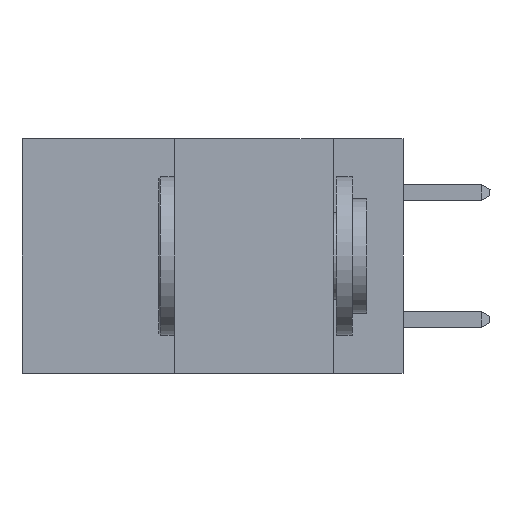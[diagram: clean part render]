
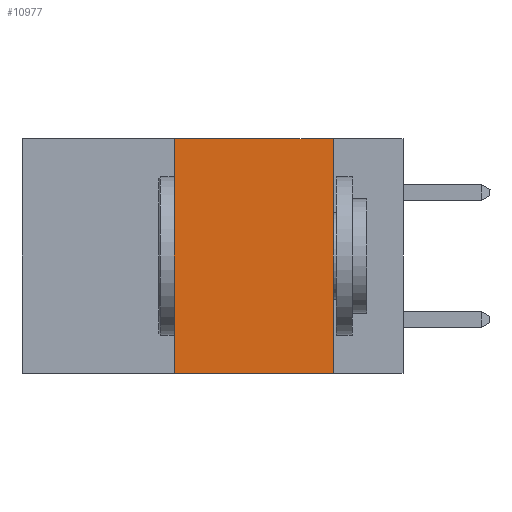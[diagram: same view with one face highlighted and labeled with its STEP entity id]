
A CAD part, left-side view. The second image highlights one B-rep face of the part: STEP entity #10977.
In plain terms, the highlighted planar face has unit normal (-1, 0, 0).
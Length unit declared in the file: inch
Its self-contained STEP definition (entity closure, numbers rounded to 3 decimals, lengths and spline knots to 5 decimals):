
#541 = AXIS2_PLACEMENT_3D ( 'NONE', #14667, #9284, #2738 ) ;
#1476 = EDGE_CURVE ( 'NONE', #17320, #13483, #4330, .T. ) ;
#1787 = CARTESIAN_POINT ( 'NONE',  ( 0., 0.36, 0. ) ) ;
#2738 = DIRECTION ( 'NONE',  ( 0., 0., -1. ) ) ;
#2852 = CARTESIAN_POINT ( 'NONE',  ( 0., 0.36, -0.37 ) ) ;
#3269 = CARTESIAN_POINT ( 'NONE',  ( 0., 0.11, 0. ) ) ;
#4160 = CARTESIAN_POINT ( 'NONE',  ( 0., 0.6, 0. ) ) ;
#4216 = ORIENTED_EDGE ( 'NONE', *, *, #14136, .F. ) ;
#4330 = LINE ( 'NONE', #4160, #13215 ) ;
#5194 = PLANE ( 'NONE',  #541 ) ;
#5417 = VECTOR ( 'NONE', #11798, 39.37008 ) ;
#5443 = DIRECTION ( 'NONE',  ( 0., -1., 0. ) ) ;
#5731 = CARTESIAN_POINT ( 'NONE',  ( 0., 0.11, -0.37 ) ) ;
#6754 = LINE ( 'NONE', #13491, #9912 ) ;
#7449 = CARTESIAN_POINT ( 'NONE',  ( 0., 0.11, 0. ) ) ;
#7514 = VERTEX_POINT ( 'NONE', #5731 ) ;
#8169 = DIRECTION ( 'NONE',  ( 0., -1., 0. ) ) ;
#8688 = DIRECTION ( 'NONE',  ( 0., 0., 1. ) ) ;
#9021 = LINE ( 'NONE', #3269, #5417 ) ;
#9284 = DIRECTION ( 'NONE',  ( 1., 0., 0. ) ) ;
#9710 = FACE_OUTER_BOUND ( 'NONE', #13294, .T. ) ;
#9912 = VECTOR ( 'NONE', #8169, 39.37008 ) ;
#10977 = ADVANCED_FACE ( 'NONE', ( #9710 ), #5194, .F. ) ;
#11798 = DIRECTION ( 'NONE',  ( 0., 0., -1. ) ) ;
#11962 = EDGE_CURVE ( 'NONE', #13483, #7514, #9021, .T. ) ;
#13215 = VECTOR ( 'NONE', #5443, 39.37008 ) ;
#13294 = EDGE_LOOP ( 'NONE', ( #17133, #14549, #4216, #15023 ) ) ;
#13342 = CARTESIAN_POINT ( 'NONE',  ( 0., 0.36, 0. ) ) ;
#13360 = LINE ( 'NONE', #1787, #16122 ) ;
#13483 = VERTEX_POINT ( 'NONE', #7449 ) ;
#13491 = CARTESIAN_POINT ( 'NONE',  ( 0., 0.6, -0.37 ) ) ;
#14136 = EDGE_CURVE ( 'NONE', #16813, #17320, #13360, .T. ) ;
#14549 = ORIENTED_EDGE ( 'NONE', *, *, #1476, .F. ) ;
#14667 = CARTESIAN_POINT ( 'NONE',  ( 0., 0.6, 0. ) ) ;
#15023 = ORIENTED_EDGE ( 'NONE', *, *, #16117, .T. ) ;
#16117 = EDGE_CURVE ( 'NONE', #16813, #7514, #6754, .T. ) ;
#16122 = VECTOR ( 'NONE', #8688, 39.37008 ) ;
#16813 = VERTEX_POINT ( 'NONE', #2852 ) ;
#17133 = ORIENTED_EDGE ( 'NONE', *, *, #11962, .F. ) ;
#17320 = VERTEX_POINT ( 'NONE', #13342 ) ;
